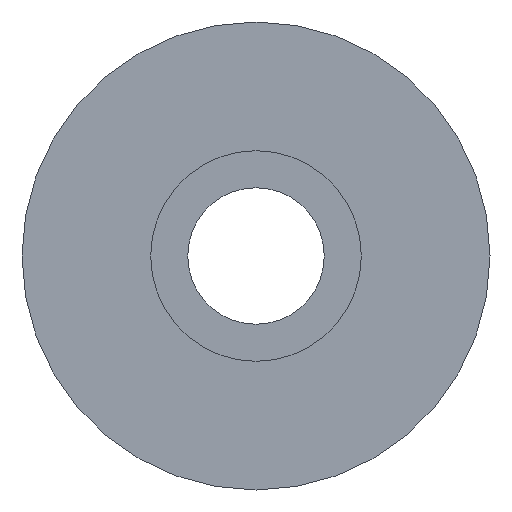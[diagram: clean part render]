
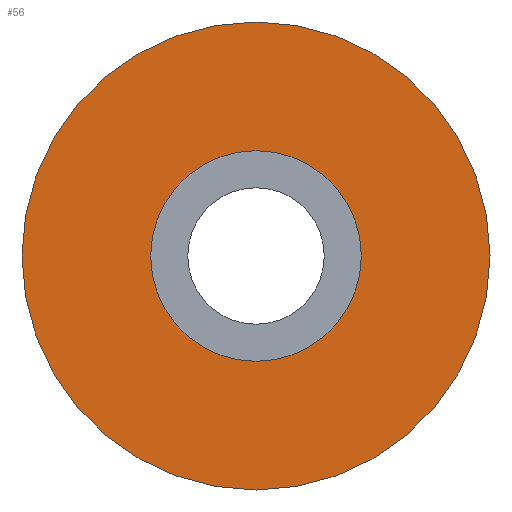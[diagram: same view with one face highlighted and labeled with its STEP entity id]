
A CAD part, left-side view. The second image highlights one B-rep face of the part: STEP entity #56.
In plain terms, the highlighted planar face has unit normal (-1, 0, 0).
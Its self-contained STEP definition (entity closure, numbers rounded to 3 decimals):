
#56=ADVANCED_FACE('',(#89,#90),#91,.T.);
#89=FACE_OUTER_BOUND('',#139,.T.);
#90=FACE_BOUND('',#140,.T.);
#91=PLANE('',#141);
#139=EDGE_LOOP('',(#239,#240));
#140=EDGE_LOOP('',(#241,#242));
#141=AXIS2_PLACEMENT_3D('',#243,#244,#245);
#239=ORIENTED_EDGE('',*,*,#343,.F.);
#240=ORIENTED_EDGE('',*,*,#357,.F.);
#241=ORIENTED_EDGE('',*,*,#348,.T.);
#242=ORIENTED_EDGE('',*,*,#355,.T.);
#243=CARTESIAN_POINT('',(1.5,87.0,0.0));
#244=DIRECTION('',(-1.0,0.,0.0));
#245=DIRECTION('',(0.,-1.0,0.0));
#343=EDGE_CURVE('',#404,#406,#407,.T.);
#348=EDGE_CURVE('',#410,#414,#416,.T.);
#355=EDGE_CURVE('',#414,#410,#427,.T.);
#357=EDGE_CURVE('',#406,#404,#429,.T.);
#404=VERTEX_POINT('',#486);
#406=VERTEX_POINT('',#489);
#407=CIRCLE('',#490,120.0);
#410=VERTEX_POINT('',#494);
#414=VERTEX_POINT('',#499);
#416=CIRCLE('',#502,54.0);
#427=CIRCLE('',#515,54.0);
#429=CIRCLE('',#517,120.0);
#486=CARTESIAN_POINT('',(1.5,120.0,0.0));
#489=CARTESIAN_POINT('',(1.5,-120.0,0.));
#490=AXIS2_PLACEMENT_3D('',#565,#566,#567);
#494=CARTESIAN_POINT('',(1.5,54.0,0.0));
#499=CARTESIAN_POINT('',(1.5,-54.0,0.));
#502=AXIS2_PLACEMENT_3D('',#574,#575,#576);
#515=AXIS2_PLACEMENT_3D('',#591,#592,#593);
#517=AXIS2_PLACEMENT_3D('',#597,#598,#599);
#565=CARTESIAN_POINT('',(1.5,0.0,0.0));
#566=DIRECTION('',(1.0,0.0,0.0));
#567=DIRECTION('',(0.0,1.0,0.0));
#574=CARTESIAN_POINT('',(1.5,0.0,0.0));
#575=DIRECTION('',(1.0,0.0,0.0));
#576=DIRECTION('',(0.0,1.0,0.0));
#591=CARTESIAN_POINT('',(1.5,0.0,0.0));
#592=DIRECTION('',(1.0,0.0,0.0));
#593=DIRECTION('',(0.0,1.0,0.0));
#597=CARTESIAN_POINT('',(1.5,0.0,0.0));
#598=DIRECTION('',(1.0,0.0,0.0));
#599=DIRECTION('',(0.0,1.0,0.0));
